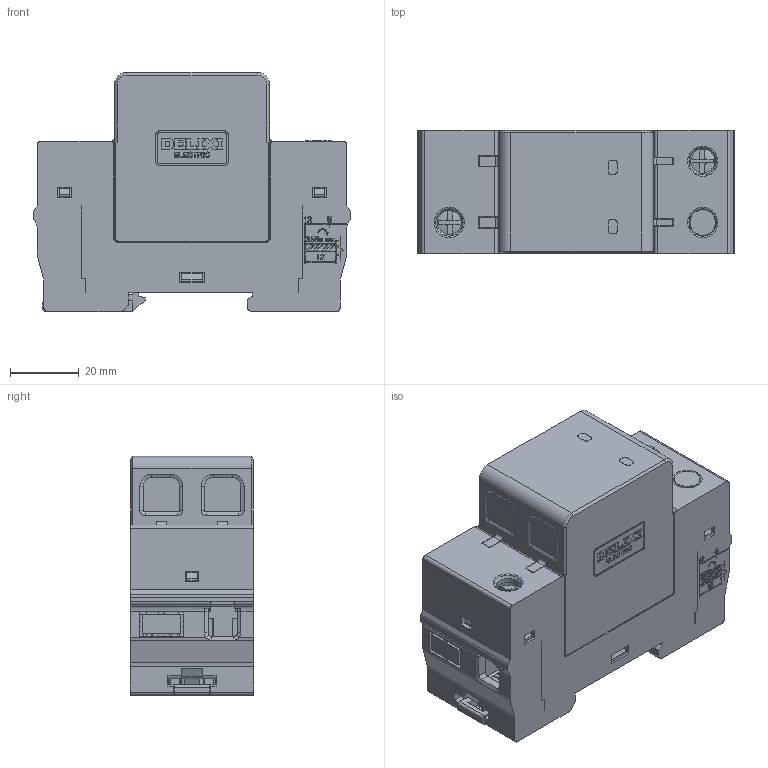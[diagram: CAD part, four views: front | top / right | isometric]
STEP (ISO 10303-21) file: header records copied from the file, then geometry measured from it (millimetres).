
FILE_DESCRIPTION((''),'2;1');
FILE_NAME('CDYN_80KA_1P','2025-06-19T',('weiren.liu'),(''),'PRO/ENGINEER BY PARAMETRIC TECHNOLOGY CORPORATION, 2017170','PRO/ENGINEER BY PARAMETRIC TECHNOLOGY CORPORATION, 2017170','');
FILE_SCHEMA(('CONFIG_CONTROL_DESIGN'));
Products named in the file (1): CDYN_80KA_1P
Bounding box: 92 x 35.8 x 69.5 mm (x, y, z)
Volume: 65978.1 mm3; surface area: 79061.8 mm2
Topology: 1 solids, 1 shells, 3575 faces, 10317 edges, 6789 vertices
Faces by surface type: plane 3074, cylinder 389, cone 50, torus 36, bspline 18, sphere 8
Entity records: 120956 total; most frequent: CARTESIAN_POINT 26642, ORIENTED_EDGE 20626, DIRECTION 17994, EDGE_CURVE 10313, VECTOR 9060, LINE 9060, VERTEX_POINT 6789, AXIS2_PLACEMENT_3D 4467
